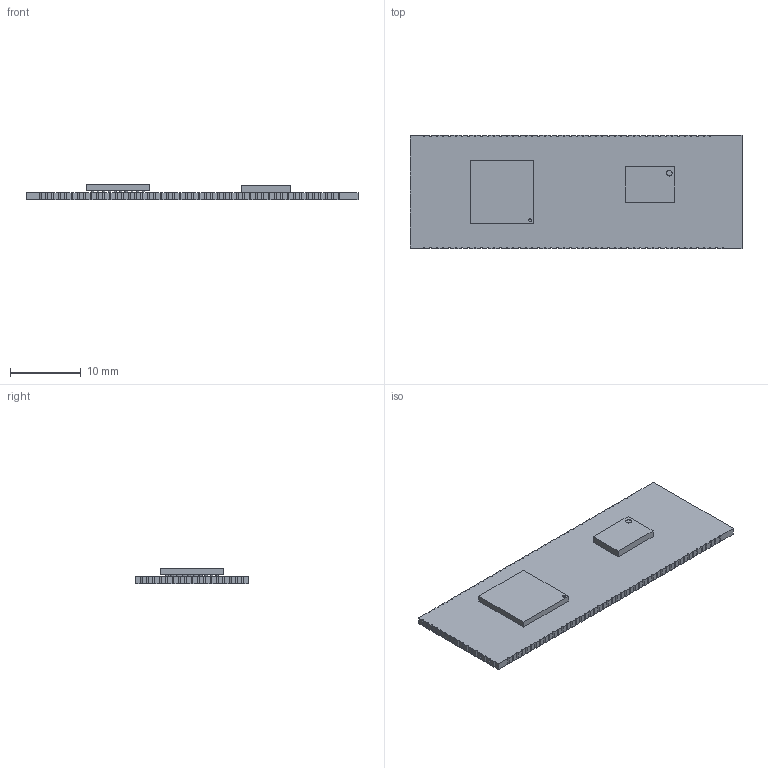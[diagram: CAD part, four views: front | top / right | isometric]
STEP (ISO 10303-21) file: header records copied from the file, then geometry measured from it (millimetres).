
FILE_DESCRIPTION(/* description */ (''),/* implementation_level */ '2;1');
FILE_NAME(/* name */ 'Cy8CMod_062_4343W v2.step',/* time_stamp */ '2021-11-04T18:20:08-04:00',/* author */ (''),/* organization */ (''),/* preprocessor_version */ 'ST-DEVELOPER v18.1',/* originating_system */ 'Autodesk Translation Framework v10.10.0.1391',/* authorisation */ '');
FILE_SCHEMA (('AUTOMOTIVE_DESIGN { 1 0 10303 214 3 1 1 }'));
Length unit declared in the file: millimetre
Products named in the file (6): Cy8CMod_062_4343W; WIFI_4343W_v1; COMPOUND; BGA-64_9.0x9.0mm_Layout10x10_P0.8mm; SOLID; SOLID (1)
Assembly tree (5 placements, depth 3):
  Cy8CMod_062_4343W
    WIFI_4343W_v1
      COMPOUND
    BGA-64_9.0x9.0mm_Layout10x10_P0.8mm
      SOLID
    SOLID (1)
Bounding box: 47 x 16 x 2.25 mm (x, y, z)
Volume: 854.4 mm3; surface area: 1941.8 mm2
Topology: 3 solids, 3 shells, 280 faces, 816 edges, 544 vertices
Faces by surface type: plane 131, cylinder 113, sphere 36
Full cylindrical faces by diameter (mm): 0.4 x1, 0.8 x1
Entity records: 9423 total; most frequent: DIRECTION 1660, CARTESIAN_POINT 1615, ORIENTED_EDGE 1560, EDGE_CURVE 780, AXIS2_PLACEMENT_3D 589, VERTEX_POINT 544, LINE 482, VECTOR 482
